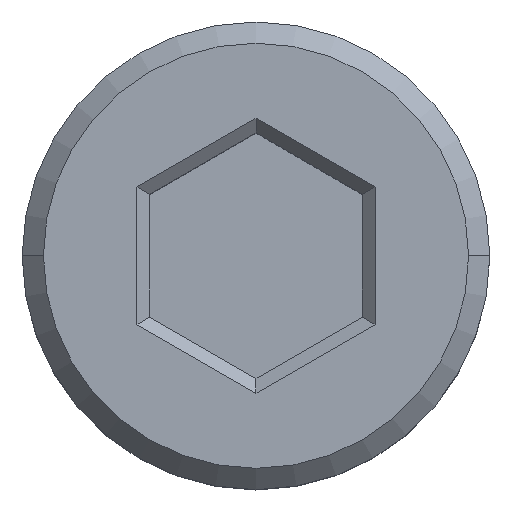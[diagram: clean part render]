
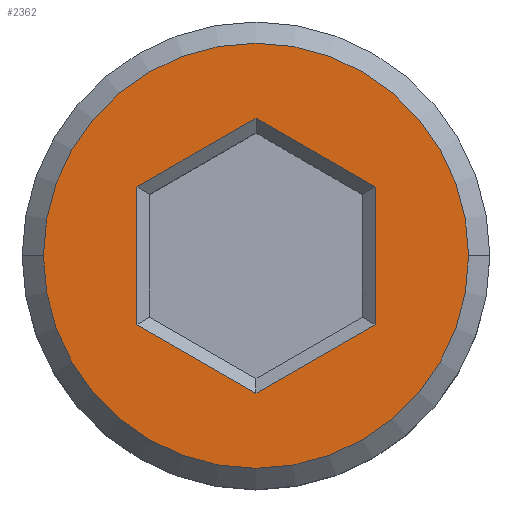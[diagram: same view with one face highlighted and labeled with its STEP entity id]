
A CAD part, top view. The second image highlights one B-rep face of the part: STEP entity #2362.
In plain terms, the highlighted planar face has unit normal (0, 0, 1).
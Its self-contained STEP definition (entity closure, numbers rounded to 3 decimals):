
#130 = LINE ( 'NONE', #4962, #442 ) ;
#156 = VERTEX_POINT ( 'NONE', #4612 ) ;
#176 = DIRECTION ( 'NONE',  ( 0., 0., 1. ) ) ;
#212 = EDGE_CURVE ( 'NONE', #3653, #5734, #4679, .T. ) ;
#254 = CARTESIAN_POINT ( 'NONE',  ( -1.4, 0.722, 0. ) ) ;
#314 = AXIS2_PLACEMENT_3D ( 'NONE', #1391, #4978, #1899 ) ;
#316 = CARTESIAN_POINT ( 'NONE',  ( 0.075, -1.573, 0. ) ) ;
#368 = LINE ( 'NONE', #2610, #1643 ) ;
#379 = EDGE_CURVE ( 'NONE', #2599, #3708, #130, .T. ) ;
#442 = VECTOR ( 'NONE', #967, 1000. ) ;
#763 = ORIENTED_EDGE ( 'NONE', *, *, #212, .T. ) ;
#826 = EDGE_CURVE ( 'NONE', #4597, #2599, #368, .T. ) ;
#851 = ORIENTED_EDGE ( 'NONE', *, *, #1520, .T. ) ;
#967 = DIRECTION ( 'NONE',  ( 0., -1., 0. ) ) ;
#1119 = VECTOR ( 'NONE', #3872, 1000. ) ;
#1200 = LINE ( 'NONE', #254, #6451 ) ;
#1255 = DIRECTION ( 'NONE',  ( 0., 1., 0. ) ) ;
#1391 = CARTESIAN_POINT ( 'NONE',  ( 0., 0., 0. ) ) ;
#1504 = CARTESIAN_POINT ( 'NONE',  ( 0., 1.617, 0. ) ) ;
#1520 = EDGE_CURVE ( 'NONE', #156, #4066, #4999, .T. ) ;
#1536 = ORIENTED_EDGE ( 'NONE', *, *, #4946, .T. ) ;
#1643 = VECTOR ( 'NONE', #2545, 1000. ) ;
#1881 = ORIENTED_EDGE ( 'NONE', *, *, #4401, .T. ) ;
#1899 = DIRECTION ( 'NONE',  ( 1., 0., 0. ) ) ;
#2011 = DIRECTION ( 'NONE',  ( -0.866, 0.5, 0. ) ) ;
#2066 = EDGE_CURVE ( 'NONE', #2501, #4597, #5934, .T. ) ;
#2169 = CARTESIAN_POINT ( 'NONE',  ( -2.5, 0., 0. ) ) ;
#2362 = ADVANCED_FACE ( 'NONE', ( #5210, #2633 ), #3210, .T. ) ;
#2453 = LINE ( 'NONE', #316, #1119 ) ;
#2501 = VERTEX_POINT ( 'NONE', #3406 ) ;
#2545 = DIRECTION ( 'NONE',  ( 0.866, -0.5, 0. ) ) ;
#2599 = VERTEX_POINT ( 'NONE', #5982 ) ;
#2610 = CARTESIAN_POINT ( 'NONE',  ( 1.325, 0.852, 0. ) ) ;
#2633 = FACE_OUTER_BOUND ( 'NONE', #4701, .T. ) ;
#2736 = ORIENTED_EDGE ( 'NONE', *, *, #6300, .T. ) ;
#2788 = ORIENTED_EDGE ( 'NONE', *, *, #2066, .T. ) ;
#2905 = ORIENTED_EDGE ( 'NONE', *, *, #379, .T. ) ;
#2950 = CARTESIAN_POINT ( 'NONE',  ( -0.075, 1.573, 0. ) ) ;
#2962 = DIRECTION ( 'NONE',  ( 0., 0., 1. ) ) ;
#3210 = PLANE ( 'NONE',  #5168 ) ;
#3314 = AXIS2_PLACEMENT_3D ( 'NONE', #6535, #2962, #6024 ) ;
#3406 = CARTESIAN_POINT ( 'NONE',  ( -1.4, 0.808, 0. ) ) ;
#3455 = CARTESIAN_POINT ( 'NONE',  ( 2.5, 0., 0. ) ) ;
#3480 = DIRECTION ( 'NONE',  ( 0.866, 0.5, 0. ) ) ;
#3653 = VERTEX_POINT ( 'NONE', #2169 ) ;
#3708 = VERTEX_POINT ( 'NONE', #5268 ) ;
#3739 = DIRECTION ( 'NONE',  ( 1., 0., 0. ) ) ;
#3830 = CIRCLE ( 'NONE', #314, 2.5 ) ;
#3872 = DIRECTION ( 'NONE',  ( -0.866, -0.5, 0. ) ) ;
#4066 = VERTEX_POINT ( 'NONE', #4601 ) ;
#4401 = EDGE_CURVE ( 'NONE', #3708, #156, #2453, .T. ) ;
#4589 = VECTOR ( 'NONE', #3480, 1000. ) ;
#4597 = VERTEX_POINT ( 'NONE', #1504 ) ;
#4601 = CARTESIAN_POINT ( 'NONE',  ( -1.4, -0.808, 0. ) ) ;
#4612 = CARTESIAN_POINT ( 'NONE',  ( 0., -1.617, 0. ) ) ;
#4679 = CIRCLE ( 'NONE', #3314, 2.5 ) ;
#4701 = EDGE_LOOP ( 'NONE', ( #763, #2736 ) ) ;
#4946 = EDGE_CURVE ( 'NONE', #4066, #2501, #1200, .T. ) ;
#4962 = CARTESIAN_POINT ( 'NONE',  ( 1.4, -0.722, 0. ) ) ;
#4978 = DIRECTION ( 'NONE',  ( 0., 0., 1. ) ) ;
#4999 = LINE ( 'NONE', #6088, #6014 ) ;
#5168 = AXIS2_PLACEMENT_3D ( 'NONE', #5737, #176, #3739 ) ;
#5210 = FACE_BOUND ( 'NONE', #5386, .T. ) ;
#5268 = CARTESIAN_POINT ( 'NONE',  ( 1.4, -0.808, 0. ) ) ;
#5386 = EDGE_LOOP ( 'NONE', ( #2788, #5930, #2905, #1881, #851, #1536 ) ) ;
#5734 = VERTEX_POINT ( 'NONE', #3455 ) ;
#5737 = CARTESIAN_POINT ( 'NONE',  ( 0., 0., 0. ) ) ;
#5930 = ORIENTED_EDGE ( 'NONE', *, *, #826, .T. ) ;
#5934 = LINE ( 'NONE', #2950, #4589 ) ;
#5982 = CARTESIAN_POINT ( 'NONE',  ( 1.4, 0.808, 0. ) ) ;
#6014 = VECTOR ( 'NONE', #2011, 1000. ) ;
#6024 = DIRECTION ( 'NONE',  ( 1., 0., 0. ) ) ;
#6088 = CARTESIAN_POINT ( 'NONE',  ( -1.325, -0.852, 0. ) ) ;
#6300 = EDGE_CURVE ( 'NONE', #5734, #3653, #3830, .T. ) ;
#6451 = VECTOR ( 'NONE', #1255, 1000. ) ;
#6535 = CARTESIAN_POINT ( 'NONE',  ( 0., 0., 0. ) ) ;
